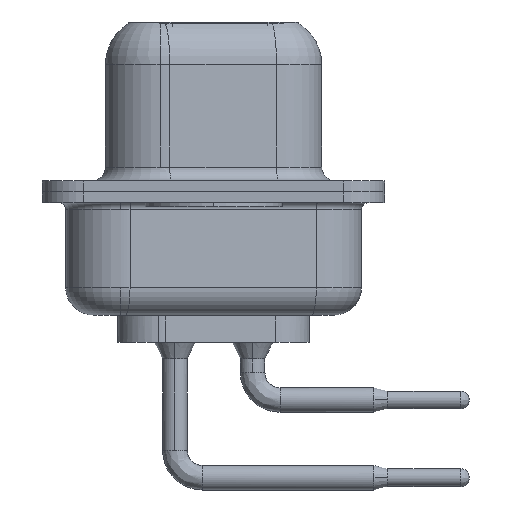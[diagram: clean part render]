
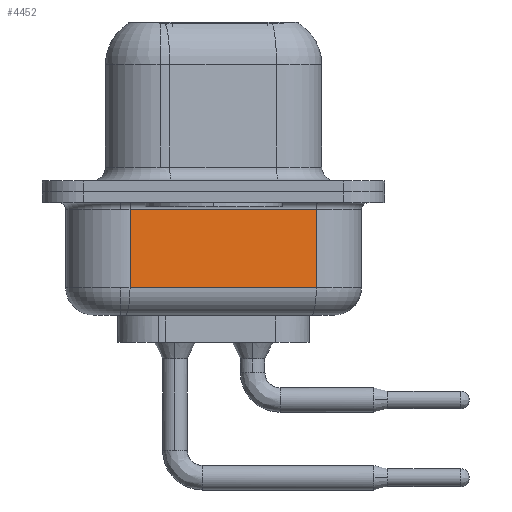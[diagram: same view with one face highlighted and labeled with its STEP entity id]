
A CAD part, left-side view. The second image highlights one B-rep face of the part: STEP entity #4452.
In plain terms, the highlighted planar face has unit normal (-0.985, -0.174, 0).
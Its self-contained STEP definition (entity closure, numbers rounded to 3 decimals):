
#193 = LINE ( 'NONE', #13719, #5656 ) ;
#346 = EDGE_LOOP ( 'NONE', ( #1061, #6682, #10930, #13590 ) ) ;
#780 = CARTESIAN_POINT ( 'NONE',  ( 4.079, -3.747, -0.65 ) ) ;
#906 = CARTESIAN_POINT ( 'NONE',  ( 4.079, -3.747, -3.5 ) ) ;
#1061 = ORIENTED_EDGE ( 'NONE', *, *, #2090, .F. ) ;
#1264 = DIRECTION ( 'NONE',  ( 0., 0., 1. ) ) ;
#1301 = CARTESIAN_POINT ( 'NONE',  ( 4.079, -3.747, -4.5 ) ) ;
#1860 = CARTESIAN_POINT ( 'NONE',  ( 2.88, 3.053, -4.5 ) ) ;
#2024 = VERTEX_POINT ( 'NONE', #780 ) ;
#2090 = EDGE_CURVE ( 'NONE', #8506, #12897, #3725, .T. ) ;
#2197 = LINE ( 'NONE', #4782, #13133 ) ;
#3725 = LINE ( 'NONE', #1860, #11802 ) ;
#4256 = CARTESIAN_POINT ( 'NONE',  ( 2.88, 3.053, -3.5 ) ) ;
#4452 = ADVANCED_FACE ( 'NONE', ( #6857 ), #7683, .F. ) ;
#4744 = EDGE_CURVE ( 'NONE', #2024, #12897, #193, .T. ) ;
#4777 = DIRECTION ( 'NONE',  ( 0., 0., 1. ) ) ;
#4782 = CARTESIAN_POINT ( 'NONE',  ( 2.88, 3.053, -3.5 ) ) ;
#5192 = AXIS2_PLACEMENT_3D ( 'NONE', #9029, #12804, #12963 ) ;
#5656 = VECTOR ( 'NONE', #8949, 1000. ) ;
#5900 = DIRECTION ( 'NONE',  ( 0.174, -0.985, 0. ) ) ;
#6682 = ORIENTED_EDGE ( 'NONE', *, *, #7294, .T. ) ;
#6857 = FACE_OUTER_BOUND ( 'NONE', #346, .T. ) ;
#7294 = EDGE_CURVE ( 'NONE', #8506, #8663, #2197, .T. ) ;
#7683 = PLANE ( 'NONE',  #5192 ) ;
#7950 = VECTOR ( 'NONE', #1264, 1000. ) ;
#8506 = VERTEX_POINT ( 'NONE', #4256 ) ;
#8612 = EDGE_CURVE ( 'NONE', #8663, #2024, #10727, .T. ) ;
#8663 = VERTEX_POINT ( 'NONE', #906 ) ;
#8949 = DIRECTION ( 'NONE',  ( -0.174, 0.985, 0. ) ) ;
#9029 = CARTESIAN_POINT ( 'NONE',  ( 2.88, 3.053, -4.5 ) ) ;
#9701 = CARTESIAN_POINT ( 'NONE',  ( 2.88, 3.053, -0.65 ) ) ;
#10727 = LINE ( 'NONE', #1301, #7950 ) ;
#10930 = ORIENTED_EDGE ( 'NONE', *, *, #8612, .T. ) ;
#11802 = VECTOR ( 'NONE', #4777, 1000. ) ;
#12804 = DIRECTION ( 'NONE',  ( 0.985, 0.174, 0. ) ) ;
#12897 = VERTEX_POINT ( 'NONE', #9701 ) ;
#12963 = DIRECTION ( 'NONE',  ( -0.174, 0.985, 0. ) ) ;
#13133 = VECTOR ( 'NONE', #5900, 1000. ) ;
#13590 = ORIENTED_EDGE ( 'NONE', *, *, #4744, .T. ) ;
#13719 = CARTESIAN_POINT ( 'NONE',  ( 2.88, 3.053, -0.65 ) ) ;
